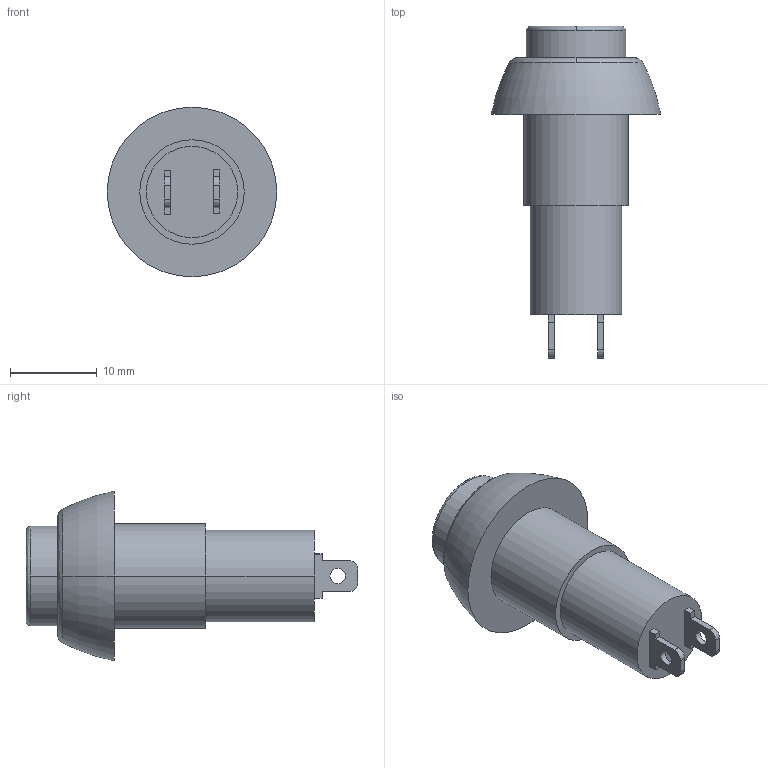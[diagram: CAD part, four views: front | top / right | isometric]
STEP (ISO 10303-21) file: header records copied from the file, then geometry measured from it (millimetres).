
FILE_DESCRIPTION (( 'STEP AP214' ), '1' );
FILE_NAME ('User Library-Boton pulsador PB-305A.STEP', '2012-05-24T19:42:27', ( 'sysAdmin' ), ( 'SolidWorks' ), 'SwSTEP 2.0', 'SolidWorks 2012', '' );
FILE_SCHEMA (( 'AUTOMOTIVE_DESIGN' ));
Length unit declared in the file: millimetre
Products named in the file (1): User Library-Boton pulsador PB-305A
Bounding box: 19.5 x 38.16 x 19.5 mm (x, y, z)
Volume: 4229.4 mm3; surface area: 1863.4 mm2
Topology: 1 solids, 1 shells, 44 faces, 112 edges, 73 vertices
Faces by surface type: plane 22, cylinder 14, bspline 4, torus 4
Entity records: 1902 total; most frequent: CARTESIAN_POINT 294, DIRECTION 236, ORIENTED_EDGE 220, EDGE_CURVE 110, AXIS2_PLACEMENT_3D 87, VERTEX_POINT 73, VECTOR 62, LINE 62
